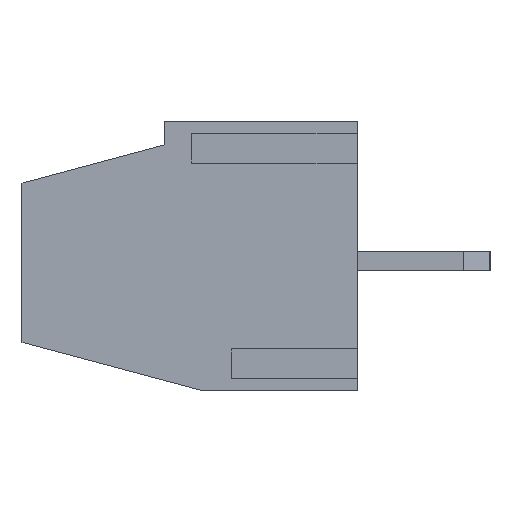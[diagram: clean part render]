
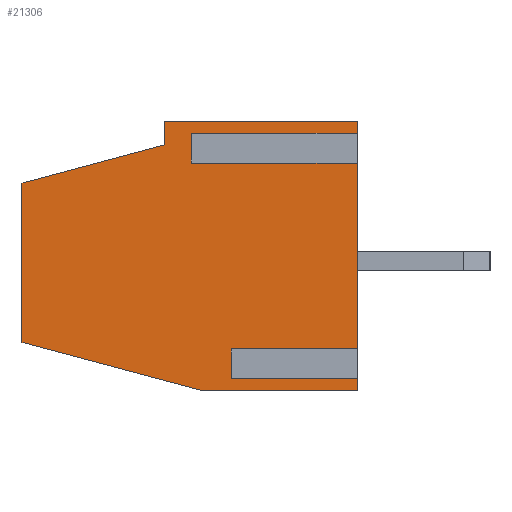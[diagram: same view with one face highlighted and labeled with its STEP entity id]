
A CAD part, left-side view. The second image highlights one B-rep face of the part: STEP entity #21306.
In plain terms, the highlighted planar face has unit normal (-1, 0, 0).
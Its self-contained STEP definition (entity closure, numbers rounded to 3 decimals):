
#211 = VECTOR ( 'NONE', #27423, 1000. ) ;
#502 = LINE ( 'NONE', #5587, #6901 ) ;
#623 = LINE ( 'NONE', #11328, #30918 ) ;
#886 = ORIENTED_EDGE ( 'NONE', *, *, #7448, .T. ) ;
#920 = VERTEX_POINT ( 'NONE', #6141 ) ;
#1310 = CARTESIAN_POINT ( 'NONE',  ( -2.54, 10.1, 2.348 ) ) ;
#2463 = CARTESIAN_POINT ( 'NONE',  ( -2.54, 5.8, 3.5 ) ) ;
#2468 = VECTOR ( 'NONE', #7440, 1000. ) ;
#2501 = LINE ( 'NONE', #31419, #5691 ) ;
#2841 = VERTEX_POINT ( 'NONE', #33468 ) ;
#3263 = CARTESIAN_POINT ( 'NONE',  ( -2.54, 5., 3.132 ) ) ;
#3840 = CARTESIAN_POINT ( 'NONE',  ( -2.54, 3.8, -3.368 ) ) ;
#3911 = LINE ( 'NONE', #30887, #29714 ) ;
#3995 = ORIENTED_EDGE ( 'NONE', *, *, #27456, .F. ) ;
#4157 = LINE ( 'NONE', #17680, #11867 ) ;
#4164 = FACE_OUTER_BOUND ( 'NONE', #29471, .T. ) ;
#4634 = CARTESIAN_POINT ( 'NONE',  ( -2.54, 0., -3.9 ) ) ;
#4697 = CARTESIAN_POINT ( 'NONE',  ( -2.54, 10.1, 4.2 ) ) ;
#4821 = ORIENTED_EDGE ( 'NONE', *, *, #24047, .F. ) ;
#4887 = ORIENTED_EDGE ( 'NONE', *, *, #9038, .T. ) ;
#5213 = EDGE_CURVE ( 'NONE', #26823, #920, #25463, .T. ) ;
#5587 = CARTESIAN_POINT ( 'NONE',  ( -2.54, 10.1, 4.2 ) ) ;
#5691 = VECTOR ( 'NONE', #13931, 1000. ) ;
#5885 = EDGE_CURVE ( 'NONE', #11499, #30149, #3911, .T. ) ;
#5918 = DIRECTION ( 'NONE',  ( 0., -1., 0. ) ) ;
#6051 = CARTESIAN_POINT ( 'NONE',  ( -2.54, 10.1, 4.2 ) ) ;
#6141 = CARTESIAN_POINT ( 'NONE',  ( -2.54, 10.1, 2.348 ) ) ;
#6211 = DIRECTION ( 'NONE',  ( 0., 0., 1. ) ) ;
#6352 = ORIENTED_EDGE ( 'NONE', *, *, #5213, .F. ) ;
#6382 = CARTESIAN_POINT ( 'NONE',  ( -2.54, 10.1, -3.9 ) ) ;
#6901 = VECTOR ( 'NONE', #8566, 1000. ) ;
#7440 = DIRECTION ( 'NONE',  ( 0., 0., 1. ) ) ;
#7448 = EDGE_CURVE ( 'NONE', #10635, #31438, #2501, .T. ) ;
#8282 = VERTEX_POINT ( 'NONE', #4634 ) ;
#8512 = EDGE_CURVE ( 'NONE', #17750, #19452, #28778, .T. ) ;
#8566 = DIRECTION ( 'NONE',  ( 0., -1., 0. ) ) ;
#8679 = ORIENTED_EDGE ( 'NONE', *, *, #33727, .T. ) ;
#9001 = DIRECTION ( 'NONE',  ( 0., -1., 0. ) ) ;
#9038 = EDGE_CURVE ( 'NONE', #30149, #23803, #16048, .T. ) ;
#9050 = ORIENTED_EDGE ( 'NONE', *, *, #33034, .F. ) ;
#9706 = LINE ( 'NONE', #23690, #19577 ) ;
#10088 = CARTESIAN_POINT ( 'NONE',  ( -2.54, 0., -3.368 ) ) ;
#10090 = EDGE_CURVE ( 'NONE', #11499, #30811, #623, .T. ) ;
#10355 = LINE ( 'NONE', #29246, #10391 ) ;
#10391 = VECTOR ( 'NONE', #23980, 1000. ) ;
#10635 = VERTEX_POINT ( 'NONE', #14868 ) ;
#11244 = VERTEX_POINT ( 'NONE', #12357 ) ;
#11328 = CARTESIAN_POINT ( 'NONE',  ( -2.54, 3.8, -3.368 ) ) ;
#11499 = VERTEX_POINT ( 'NONE', #3840 ) ;
#11774 = EDGE_CURVE ( 'NONE', #19452, #21743, #502, .T. ) ;
#11867 = VECTOR ( 'NONE', #17837, 1000. ) ;
#12001 = ORIENTED_EDGE ( 'NONE', *, *, #12653, .T. ) ;
#12180 = EDGE_CURVE ( 'NONE', #920, #17750, #30573, .T. ) ;
#12348 = CARTESIAN_POINT ( 'NONE',  ( -2.54, 0., 4.2 ) ) ;
#12357 = CARTESIAN_POINT ( 'NONE',  ( -2.54, 0., 3.132 ) ) ;
#12601 = DIRECTION ( 'NONE',  ( 1., 0., 0. ) ) ;
#12653 = EDGE_CURVE ( 'NONE', #31438, #21743, #26560, .T. ) ;
#12967 = CARTESIAN_POINT ( 'NONE',  ( -2.54, 0., 3.668 ) ) ;
#12974 = EDGE_CURVE ( 'NONE', #20903, #8282, #22464, .T. ) ;
#13265 = EDGE_CURVE ( 'NONE', #23803, #11244, #10355, .T. ) ;
#13275 = CARTESIAN_POINT ( 'NONE',  ( -2.54, 5.8, 4.2 ) ) ;
#13730 = CARTESIAN_POINT ( 'NONE',  ( -2.54, 0., 4.2 ) ) ;
#13821 = AXIS2_PLACEMENT_3D ( 'NONE', #4697, #12601, #25543 ) ;
#13931 = DIRECTION ( 'NONE',  ( 0., -1., 0. ) ) ;
#14479 = DIRECTION ( 'NONE',  ( 0., -1., 0. ) ) ;
#14868 = CARTESIAN_POINT ( 'NONE',  ( -2.54, 5., 3.668 ) ) ;
#15042 = ORIENTED_EDGE ( 'NONE', *, *, #5885, .T. ) ;
#15318 = VECTOR ( 'NONE', #9001, 1000. ) ;
#15334 = CARTESIAN_POINT ( 'NONE',  ( -2.54, 3.8, -2.832 ) ) ;
#16048 = LINE ( 'NONE', #19363, #15318 ) ;
#16676 = CARTESIAN_POINT ( 'NONE',  ( -2.54, 5.8, 3.5 ) ) ;
#17028 = VECTOR ( 'NONE', #5918, 1000. ) ;
#17680 = CARTESIAN_POINT ( 'NONE',  ( -2.54, 5., 3.668 ) ) ;
#17750 = VERTEX_POINT ( 'NONE', #16676 ) ;
#17837 = DIRECTION ( 'NONE',  ( 0., 0., -1. ) ) ;
#17927 = DIRECTION ( 'NONE',  ( 0., 0.966, 0.259 ) ) ;
#18009 = ORIENTED_EDGE ( 'NONE', *, *, #11774, .F. ) ;
#18274 = DIRECTION ( 'NONE',  ( 0., 0., 1. ) ) ;
#18639 = VECTOR ( 'NONE', #18274, 1000. ) ;
#19363 = CARTESIAN_POINT ( 'NONE',  ( -2.54, 3.8, -2.832 ) ) ;
#19442 = CARTESIAN_POINT ( 'NONE',  ( -2.54, 10.1, -2.452 ) ) ;
#19452 = VERTEX_POINT ( 'NONE', #13275 ) ;
#19577 = VECTOR ( 'NONE', #17927, 1000. ) ;
#20903 = VERTEX_POINT ( 'NONE', #34173 ) ;
#21306 = ADVANCED_FACE ( 'NONE', ( #4164 ), #33773, .F. ) ;
#21743 = VERTEX_POINT ( 'NONE', #13730 ) ;
#22464 = LINE ( 'NONE', #6382, #31592 ) ;
#22761 = VECTOR ( 'NONE', #6211, 1000. ) ;
#23296 = ORIENTED_EDGE ( 'NONE', *, *, #12180, .F. ) ;
#23690 = CARTESIAN_POINT ( 'NONE',  ( -2.54, 10.1, -2.452 ) ) ;
#23803 = VERTEX_POINT ( 'NONE', #27564 ) ;
#23980 = DIRECTION ( 'NONE',  ( 0., 0., 1. ) ) ;
#24047 = EDGE_CURVE ( 'NONE', #20903, #26823, #9706, .T. ) ;
#25303 = ORIENTED_EDGE ( 'NONE', *, *, #8512, .F. ) ;
#25463 = LINE ( 'NONE', #6051, #22761 ) ;
#25543 = DIRECTION ( 'NONE',  ( 0., 0., -1. ) ) ;
#26323 = LINE ( 'NONE', #12348, #2468 ) ;
#26560 = LINE ( 'NONE', #29383, #29894 ) ;
#26823 = VERTEX_POINT ( 'NONE', #19442 ) ;
#27423 = DIRECTION ( 'NONE',  ( 0., -0.966, 0.259 ) ) ;
#27431 = LINE ( 'NONE', #3263, #17028 ) ;
#27456 = EDGE_CURVE ( 'NONE', #10635, #2841, #4157, .T. ) ;
#27564 = CARTESIAN_POINT ( 'NONE',  ( -2.54, 0., -2.832 ) ) ;
#27745 = DIRECTION ( 'NONE',  ( 0., -1., 0. ) ) ;
#27825 = ORIENTED_EDGE ( 'NONE', *, *, #10090, .F. ) ;
#28778 = LINE ( 'NONE', #2463, #18639 ) ;
#29246 = CARTESIAN_POINT ( 'NONE',  ( -2.54, 0., 4.2 ) ) ;
#29383 = CARTESIAN_POINT ( 'NONE',  ( -2.54, 0., 4.2 ) ) ;
#29471 = EDGE_LOOP ( 'NONE', ( #27825, #15042, #4887, #30662, #9050, #3995, #886, #12001, #18009, #25303, #23296, #6352, #4821, #30056, #8679 ) ) ;
#29714 = VECTOR ( 'NONE', #30207, 1000. ) ;
#29894 = VECTOR ( 'NONE', #32185, 1000. ) ;
#30056 = ORIENTED_EDGE ( 'NONE', *, *, #12974, .T. ) ;
#30149 = VERTEX_POINT ( 'NONE', #15334 ) ;
#30207 = DIRECTION ( 'NONE',  ( 0., 0., 1. ) ) ;
#30573 = LINE ( 'NONE', #1310, #211 ) ;
#30662 = ORIENTED_EDGE ( 'NONE', *, *, #13265, .T. ) ;
#30811 = VERTEX_POINT ( 'NONE', #10088 ) ;
#30887 = CARTESIAN_POINT ( 'NONE',  ( -2.54, 3.8, -3.368 ) ) ;
#30918 = VECTOR ( 'NONE', #14479, 1000. ) ;
#31419 = CARTESIAN_POINT ( 'NONE',  ( -2.54, 5., 3.668 ) ) ;
#31438 = VERTEX_POINT ( 'NONE', #12967 ) ;
#31592 = VECTOR ( 'NONE', #27745, 1000. ) ;
#32185 = DIRECTION ( 'NONE',  ( 0., 0., 1. ) ) ;
#33034 = EDGE_CURVE ( 'NONE', #2841, #11244, #27431, .T. ) ;
#33468 = CARTESIAN_POINT ( 'NONE',  ( -2.54, 5., 3.132 ) ) ;
#33727 = EDGE_CURVE ( 'NONE', #8282, #30811, #26323, .T. ) ;
#33773 = PLANE ( 'NONE',  #13821 ) ;
#34173 = CARTESIAN_POINT ( 'NONE',  ( -2.54, 4.697, -3.9 ) ) ;
